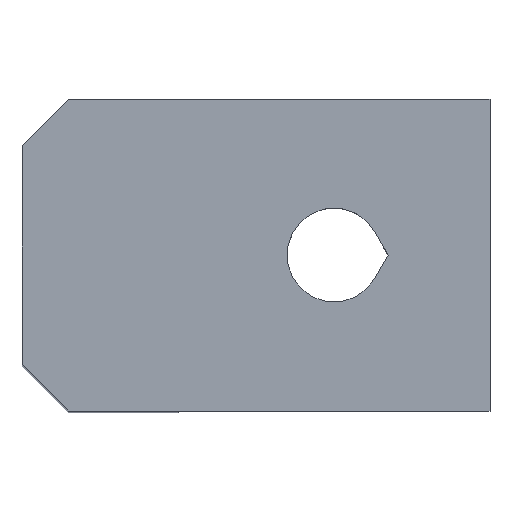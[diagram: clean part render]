
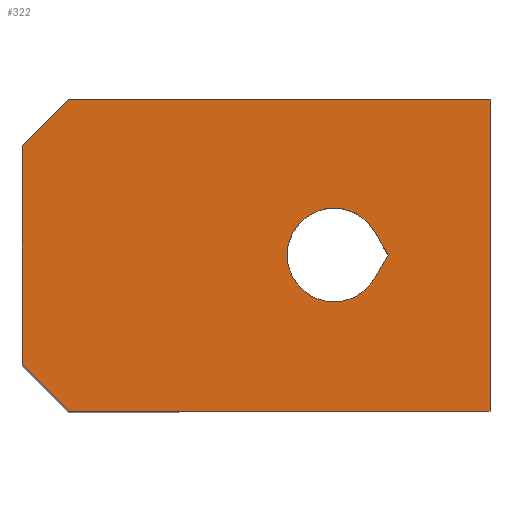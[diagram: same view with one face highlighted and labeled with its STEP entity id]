
A CAD part, top view. The second image highlights one B-rep face of the part: STEP entity #322.
In plain terms, the highlighted planar face has unit normal (0, 0, 1).
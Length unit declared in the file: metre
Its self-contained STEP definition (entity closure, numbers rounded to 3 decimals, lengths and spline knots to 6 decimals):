
#16=CIRCLE('',#351,0.003);
#46=ORIENTED_EDGE('',*,*,#128,.F.);
#47=ORIENTED_EDGE('',*,*,#116,.F.);
#48=ORIENTED_EDGE('',*,*,#129,.T.);
#49=ORIENTED_EDGE('',*,*,#130,.T.);
#50=ORIENTED_EDGE('',*,*,#131,.T.);
#51=ORIENTED_EDGE('',*,*,#124,.T.);
#52=ORIENTED_EDGE('',*,*,#132,.T.);
#53=ORIENTED_EDGE('',*,*,#133,.F.);
#54=ORIENTED_EDGE('',*,*,#134,.T.);
#116=EDGE_CURVE('',#158,#157,#16,.T.);
#124=EDGE_CURVE('',#165,#166,#193,.T.);
#128=EDGE_CURVE('',#157,#168,#197,.T.);
#129=EDGE_CURVE('',#158,#168,#198,.T.);
#130=EDGE_CURVE('',#169,#170,#199,.T.);
#131=EDGE_CURVE('',#170,#165,#200,.T.);
#132=EDGE_CURVE('',#166,#171,#201,.T.);
#133=EDGE_CURVE('',#172,#171,#202,.T.);
#134=EDGE_CURVE('',#172,#169,#203,.F.);
#157=VERTEX_POINT('',#474);
#158=VERTEX_POINT('',#476);
#165=VERTEX_POINT('',#494);
#166=VERTEX_POINT('',#495);
#168=VERTEX_POINT('',#502);
#169=VERTEX_POINT('',#505);
#170=VERTEX_POINT('',#506);
#171=VERTEX_POINT('',#509);
#172=VERTEX_POINT('',#511);
#193=LINE('',#493,#230);
#197=LINE('',#501,#234);
#198=LINE('',#503,#235);
#199=LINE('',#504,#236);
#200=LINE('',#507,#237);
#201=LINE('',#508,#238);
#202=LINE('',#510,#239);
#203=LINE('',#512,#240);
#230=VECTOR('',#402,1.);
#234=VECTOR('',#408,1.);
#235=VECTOR('',#409,1.);
#236=VECTOR('',#410,1.);
#237=VECTOR('',#411,1.);
#238=VECTOR('',#412,1.);
#239=VECTOR('',#413,1.);
#240=VECTOR('',#414,1.);
#261=EDGE_LOOP('',(#46,#47,#48));
#262=EDGE_LOOP('',(#49,#50,#51,#52,#53,#54));
#286=FACE_BOUND('',#261,.T.);
#287=FACE_BOUND('',#262,.T.);
#307=PLANE('',#356);
#322=ADVANCED_FACE('',(#286,#287),#307,.T.);
#351=AXIS2_PLACEMENT_3D('',#477,#387,#388);
#356=AXIS2_PLACEMENT_3D('',#500,#406,#407);
#387=DIRECTION('',(0.,0.,1.));
#388=DIRECTION('',(1.,0.,0.));
#402=DIRECTION('',(1.,0.,0.));
#406=DIRECTION('',(0.,0.,1.));
#407=DIRECTION('',(1.,0.,0.));
#408=DIRECTION('',(0.5,0.866,0.));
#409=DIRECTION('',(0.5,-0.866,0.));
#410=DIRECTION('',(0.,-1.,0.));
#411=DIRECTION('',(0.707,-0.707,0.));
#412=DIRECTION('',(0.,1.,0.));
#413=DIRECTION('',(1.,0.,0.));
#414=DIRECTION('',(0.707,0.707,0.));
#474=CARTESIAN_POINT('',(0.002598,-0.0015,0.355072));
#476=CARTESIAN_POINT('',(0.002597,0.001502,0.355072));
#477=CARTESIAN_POINT('',(0.,0.,0.355072));
#493=CARTESIAN_POINT('',(-0.02,-0.01,0.355072));
#494=CARTESIAN_POINT('',(-0.017,-0.01,0.355072));
#495=CARTESIAN_POINT('',(0.01,-0.01,0.355072));
#500=CARTESIAN_POINT('',(-0.02,0.,0.355072));
#501=CARTESIAN_POINT('',(0.002598,-0.0015,0.355072));
#502=CARTESIAN_POINT('',(0.003464,0.,0.355072));
#503=CARTESIAN_POINT('',(0.002598,0.0015,0.355072));
#504=CARTESIAN_POINT('',(-0.02,0.,0.355072));
#505=CARTESIAN_POINT('',(-0.02,0.007,0.355072));
#506=CARTESIAN_POINT('',(-0.02,-0.007,0.355072));
#507=CARTESIAN_POINT('',(-0.0235,-0.0035,0.355072));
#508=CARTESIAN_POINT('',(0.01,0.,0.355072));
#509=CARTESIAN_POINT('',(0.01,0.01,0.355072));
#510=CARTESIAN_POINT('',(-0.02,0.01,0.355072));
#511=CARTESIAN_POINT('',(-0.017,0.01,0.355072));
#512=CARTESIAN_POINT('',(-0.0235,0.0035,0.355072));
